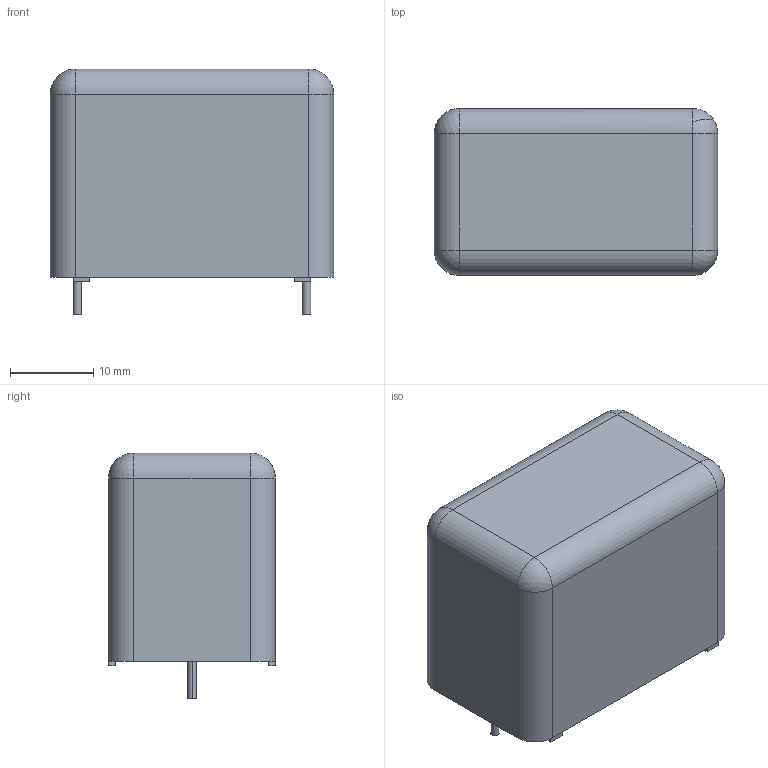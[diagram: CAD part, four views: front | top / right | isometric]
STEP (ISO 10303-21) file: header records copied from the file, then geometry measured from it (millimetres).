
FILE_DESCRIPTION((''),'2;1');
FILE_NAME('CAPR_VISHAY_MKP1848580704K2.stp','2016-07-04T13:45:08',(''),(''),'Mechanical Desktop 2011','Mechanical Desktop 2011',', , ');
FILE_SCHEMA(('AUTOMOTIVE_DESIGN { 1 2 10303 214 1 1 1 1 }'));
Length unit declared in the file: millimetre
Products named in the file (1): Product
Bounding box: 34 x 20 x 29.5 mm (x, y, z)
Volume: 16329.9 mm3; surface area: 5177.1 mm2
Topology: 8 solids, 8 shells, 70 faces, 150 edges, 95 vertices
Faces by surface type: plane 45, cylinder 20, sphere 5
Entity records: 1920 total; most frequent: DIRECTION 334, CARTESIAN_POINT 314, ORIENTED_EDGE 296, EDGE_CURVE 148, AXIS2_PLACEMENT_3D 115, VECTOR 104, LINE 104, VERTEX_POINT 95
